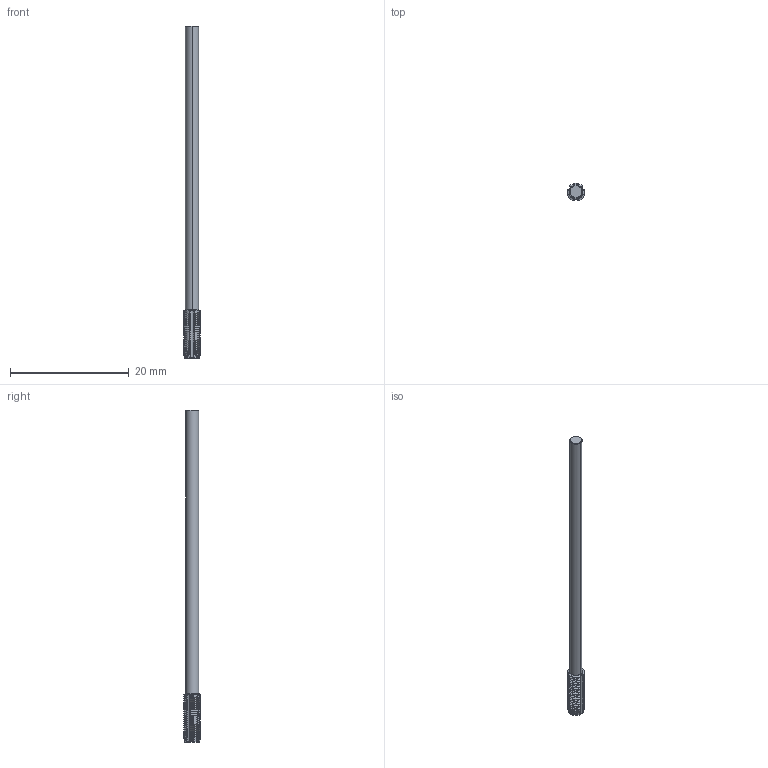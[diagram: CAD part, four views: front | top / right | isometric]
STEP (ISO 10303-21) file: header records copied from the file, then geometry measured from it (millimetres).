
FILE_DESCRIPTION(('no description'),'unknown implementation level');
FILE_NAME('solid9vOOdFN_qwrERV3jiEAt_uE_Vt0_1.STP',' ',('CIM GmbH Aachen'),('CADClick - KiM GmbH - www.kimweb.de'),'unknown preprocess','ACIS','unknown authorization');
FILE_SCHEMA(('automotive_design'));
Length unit declared in the file: millimetre
Products named in the file (2): 1; 2
Bounding box: 3 x 2.94 x 56 mm (x, y, z)
Volume: 229.1 mm3; surface area: 573.1 mm2
Topology: 2 solids, 2 shells, 481 faces, 1330 edges, 853 vertices
Faces by surface type: cone 258, cylinder 211, plane 9, torus 3
Entity records: 32304 total; most frequent: CARTESIAN_POINT 5383, STYLED_ITEM 2666, PRESENTATION_STYLE_ASSIGNMENT 2666, COLOUR_RGB 2666, ORIENTED_EDGE 2660, DIRECTION 2521, EDGE_CURVE 1330, CURVE_STYLE 1330
